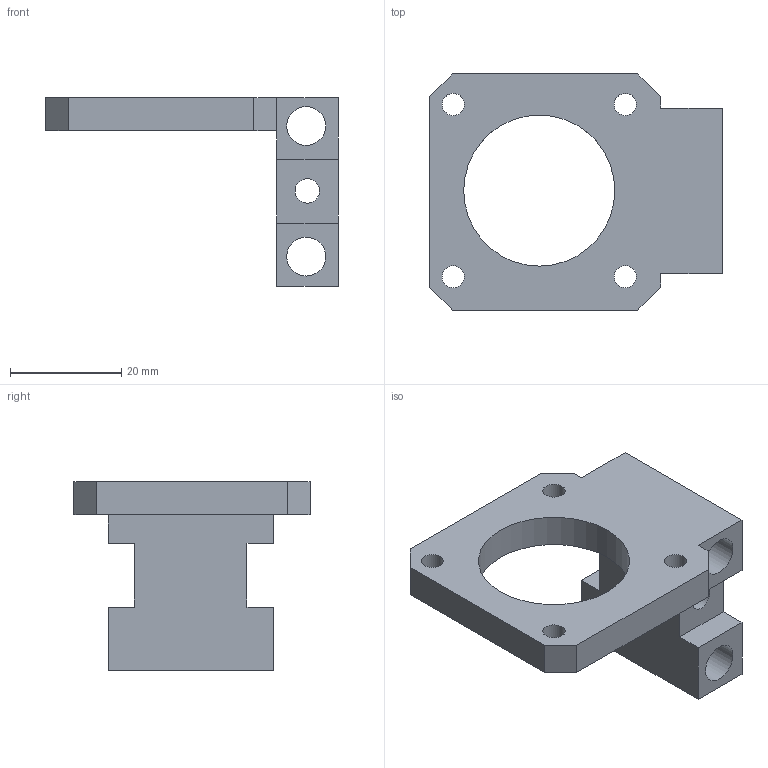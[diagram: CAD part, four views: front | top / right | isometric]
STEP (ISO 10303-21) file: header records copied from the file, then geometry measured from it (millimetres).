
FILE_DESCRIPTION(('FreeCAD Model'),'2;1');
FILE_NAME('Motor_mount_ambidextrous_sleeve_bushing.step' ,'2019-04-15T16:40:27',('Author'),(''), 'Open CASCADE STEP processor 6.9','FreeCAD','Unknown');
FILE_SCHEMA(('AUTOMOTIVE_DESIGN { 1 0 10303 214 1 1 1 1 }'));
Length unit declared in the file: millimetre
Products named in the file (1): Pocket002
Bounding box: 52.73 x 42.5 x 34 mm (x, y, z)
Volume: 14063.7 mm3; surface area: 8454 mm2
Topology: 1 solids, 1 shells, 32 faces, 88 edges, 58 vertices
Faces by surface type: plane 24, cylinder 8
Full cylindrical faces by diameter (mm): 4 x4, 4.4 x1, 7 x2, 27.2 x1
Entity records: 2210 total; most frequent: CARTESIAN_POINT 435, DIRECTION 311, LINE 206, VECTOR 206, ORIENTED_EDGE 176, PCURVE 176, DEFINITIONAL_REPRESENTATION 176, EDGE_CURVE 88
